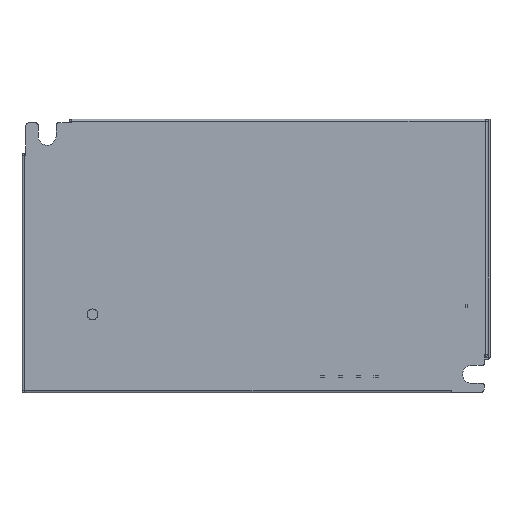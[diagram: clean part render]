
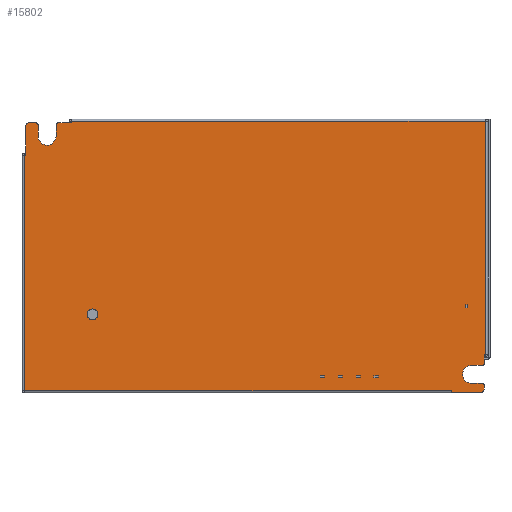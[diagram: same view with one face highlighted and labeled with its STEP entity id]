
A CAD part, front view. The second image highlights one B-rep face of the part: STEP entity #15802.
In plain terms, the highlighted planar face has unit normal (0, -1, 0).
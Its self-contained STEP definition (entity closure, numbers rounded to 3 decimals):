
#12788=DIRECTION('',(-1.,0.,0.));
#12789=VECTOR('',#12788,118.675);
#12790=CARTESIAN_POINT('',(54.65,-0.6,-37.4));
#12791=LINE('',#12790,#12789);
#12935=CARTESIAN_POINT('',(-45.125,-0.6,-16.225));
#12936=DIRECTION('',(0.,1.,0.));
#12937=DIRECTION('',(-1.,0.,0.));
#12938=AXIS2_PLACEMENT_3D('',#12935,#12936,#12937);
#12940=CARTESIAN_POINT('',(-45.125,-0.6,-16.225));
#12941=DIRECTION('',(0.,1.,0.));
#12942=DIRECTION('',(1.,0.,0.));
#12943=AXIS2_PLACEMENT_3D('',#12940,#12941,#12942);
#12945=CARTESIAN_POINT('',(-60.75,-0.6,36.5));
#12946=DIRECTION('',(0.,-1.,0.));
#12947=DIRECTION('',(1.,0.,0.));
#12948=AXIS2_PLACEMENT_3D('',#12945,#12946,#12947);
#12950=DIRECTION('',(0.,0.,-1.));
#12951=VECTOR('',#12950,3.2);
#12952=CARTESIAN_POINT('',(-60.25,-0.6,36.5));
#12953=LINE('',#12952,#12951);
#12954=CARTESIAN_POINT('',(-57.75,-0.6,33.3));
#12955=DIRECTION('',(0.,1.,0.));
#12956=DIRECTION('',(1.,0.,0.));
#12957=AXIS2_PLACEMENT_3D('',#12954,#12955,#12956);
#12959=DIRECTION('',(0.,0.,-1.));
#12960=VECTOR('',#12959,3.2);
#12961=CARTESIAN_POINT('',(-55.25,-0.6,36.5));
#12962=LINE('',#12961,#12960);
#12963=CARTESIAN_POINT('',(-54.75,-0.6,36.5));
#12964=DIRECTION('',(0.,-1.,0.));
#12965=DIRECTION('',(0.,0.,1.));
#12966=AXIS2_PLACEMENT_3D('',#12963,#12964,#12965);
#12968=DIRECTION('',(1.,0.,0.));
#12969=VECTOR('',#12968,3.75);
#12970=CARTESIAN_POINT('',(-54.75,-0.6,37.));
#12971=LINE('',#12970,#12969);
#12972=DIRECTION('',(0.,0.,-1.));
#12973=VECTOR('',#12972,0.4);
#12974=CARTESIAN_POINT('',(-51.,-0.6,37.4));
#12975=LINE('',#12974,#12973);
#12976=DIRECTION('',(-1.,0.,0.));
#12977=VECTOR('',#12976,0.1);
#12978=CARTESIAN_POINT('',(64.125,-0.6,37.4));
#12979=LINE('',#12978,#12977);
#12980=DIRECTION('',(-1.,0.,0.));
#12981=VECTOR('',#12980,0.375);
#12982=CARTESIAN_POINT('',(64.125,-0.6,-27.4));
#12983=LINE('',#12982,#12981);
#12984=DIRECTION('',(0.,0.,1.));
#12985=VECTOR('',#12984,2.5);
#12986=CARTESIAN_POINT('',(63.75,-0.6,-29.9));
#12987=LINE('',#12986,#12985);
#12988=CARTESIAN_POINT('',(63.25,-0.6,-29.9));
#12989=DIRECTION('',(0.,-1.,0.));
#12990=DIRECTION('',(0.,0.,-1.));
#12991=AXIS2_PLACEMENT_3D('',#12988,#12989,#12990);
#12993=DIRECTION('',(-1.,0.,0.));
#12994=VECTOR('',#12993,3.);
#12995=CARTESIAN_POINT('',(63.25,-0.6,-30.4));
#12996=LINE('',#12995,#12994);
#12997=CARTESIAN_POINT('',(60.25,-0.6,-32.9));
#12998=DIRECTION('',(0.,1.,0.));
#12999=DIRECTION('',(0.,0.,-1.));
#13000=AXIS2_PLACEMENT_3D('',#12997,#12998,#12999);
#13002=DIRECTION('',(-1.,0.,0.));
#13003=VECTOR('',#13002,3.);
#13004=CARTESIAN_POINT('',(63.25,-0.6,-35.4));
#13005=LINE('',#13004,#13003);
#13006=CARTESIAN_POINT('',(63.25,-0.6,-35.9));
#13007=DIRECTION('',(0.,-1.,0.));
#13008=DIRECTION('',(1.,0.,0.));
#13009=AXIS2_PLACEMENT_3D('',#13006,#13007,#13008);
#13011=DIRECTION('',(0.,0.,1.));
#13012=VECTOR('',#13011,1.1);
#13013=CARTESIAN_POINT('',(63.75,-0.6,-37.));
#13014=LINE('',#13013,#13012);
#13015=CARTESIAN_POINT('',(62.75,-0.6,-37.));
#13016=DIRECTION('',(0.,-1.,0.));
#13017=DIRECTION('',(0.,0.,-1.));
#13018=AXIS2_PLACEMENT_3D('',#13015,#13016,#13017);
#13020=DIRECTION('',(-1.,0.,0.));
#13021=VECTOR('',#13020,8.1);
#13022=CARTESIAN_POINT('',(62.75,-0.6,-38.));
#13023=LINE('',#13022,#13021);
#13024=DIRECTION('',(0.,0.,-1.));
#13025=VECTOR('',#13024,0.6);
#13026=CARTESIAN_POINT('',(54.65,-0.6,-37.4));
#13027=LINE('',#13026,#13025);
#13028=DIRECTION('',(1.,0.,0.));
#13029=VECTOR('',#13028,0.1);
#13030=CARTESIAN_POINT('',(-64.125,-0.6,-37.4));
#13031=LINE('',#13030,#13029);
#13032=DIRECTION('',(1.,0.,0.));
#13033=VECTOR('',#13032,0.4);
#13034=CARTESIAN_POINT('',(-64.125,-0.6,28.));
#13035=LINE('',#13034,#13033);
#13036=DIRECTION('',(0.,0.,1.));
#13037=VECTOR('',#13036,8.);
#13038=CARTESIAN_POINT('',(-63.725,-0.6,28.));
#13039=LINE('',#13038,#13037);
#13040=CARTESIAN_POINT('',(-62.725,-0.6,36.));
#13041=DIRECTION('',(0.,-1.,0.));
#13042=DIRECTION('',(0.,0.,1.));
#13043=AXIS2_PLACEMENT_3D('',#13040,#13041,#13042);
#13045=DIRECTION('',(1.,0.,0.));
#13046=VECTOR('',#13045,1.975);
#13047=CARTESIAN_POINT('',(-62.725,-0.6,37.));
#13048=LINE('',#13047,#13046);
#13364=DIRECTION('',(0.,0.,-1.));
#13365=VECTOR('',#13364,64.8);
#13366=CARTESIAN_POINT('',(64.125,-0.6,37.4));
#13367=LINE('',#13366,#13365);
#13490=DIRECTION('',(1.,0.,0.));
#13491=VECTOR('',#13490,115.025);
#13492=CARTESIAN_POINT('',(-51.,-0.6,37.4));
#13493=LINE('',#13492,#13491);
#14057=DIRECTION('',(0.,0.,1.));
#14058=VECTOR('',#14057,65.4);
#14059=CARTESIAN_POINT('',(-64.125,-0.6,-37.4));
#14060=LINE('',#14059,#14058);
#14654=CARTESIAN_POINT('',(54.65,-0.6,-37.4));
#14655=CARTESIAN_POINT('',(54.65,-0.6,-38.));
#14656=VERTEX_POINT('',#14654);
#14657=VERTEX_POINT('',#14655);
#14804=CARTESIAN_POINT('',(-55.25,-0.6,33.3));
#14805=CARTESIAN_POINT('',(-60.25,-0.6,33.3));
#14806=VERTEX_POINT('',#14804);
#14807=VERTEX_POINT('',#14805);
#14808=CARTESIAN_POINT('',(60.25,-0.6,-35.4));
#14809=CARTESIAN_POINT('',(60.25,-0.6,-30.4));
#14810=VERTEX_POINT('',#14808);
#14811=VERTEX_POINT('',#14809);
#14926=CARTESIAN_POINT('',(-51.,-0.6,37.4));
#14927=CARTESIAN_POINT('',(-51.,-0.6,37.));
#14928=VERTEX_POINT('',#14926);
#14929=VERTEX_POINT('',#14927);
#14930=CARTESIAN_POINT('',(-64.125,-0.6,28.));
#14931=CARTESIAN_POINT('',(-63.725,-0.6,28.));
#14932=VERTEX_POINT('',#14930);
#14933=VERTEX_POINT('',#14931);
#14940=CARTESIAN_POINT('',(64.125,-0.6,-27.4));
#14941=CARTESIAN_POINT('',(63.75,-0.6,-27.4));
#14942=VERTEX_POINT('',#14940);
#14943=VERTEX_POINT('',#14941);
#15006=CARTESIAN_POINT('',(-46.625,-0.6,-16.225));
#15007=CARTESIAN_POINT('',(-43.625,-0.6,-16.225));
#15008=VERTEX_POINT('',#15006);
#15009=VERTEX_POINT('',#15007);
#15090=CARTESIAN_POINT('',(-62.725,-0.6,37.));
#15091=VERTEX_POINT('',#15090);
#15092=CARTESIAN_POINT('',(-63.725,-0.6,36.));
#15093=VERTEX_POINT('',#15092);
#15112=CARTESIAN_POINT('',(62.75,-0.6,-38.));
#15113=VERTEX_POINT('',#15112);
#15116=CARTESIAN_POINT('',(64.125,-0.6,37.4));
#15117=CARTESIAN_POINT('',(64.025,-0.6,37.4));
#15118=VERTEX_POINT('',#15116);
#15119=VERTEX_POINT('',#15117);
#15128=CARTESIAN_POINT('',(63.75,-0.6,-37.));
#15129=VERTEX_POINT('',#15128);
#15134=CARTESIAN_POINT('',(-64.125,-0.6,-37.4));
#15135=CARTESIAN_POINT('',(-64.025,-0.6,-37.4));
#15136=VERTEX_POINT('',#15134);
#15137=VERTEX_POINT('',#15135);
#15148=CARTESIAN_POINT('',(-60.25,-0.6,36.5));
#15149=VERTEX_POINT('',#15148);
#15150=CARTESIAN_POINT('',(-60.75,-0.6,37.));
#15151=VERTEX_POINT('',#15150);
#15156=CARTESIAN_POINT('',(-54.75,-0.6,37.));
#15157=VERTEX_POINT('',#15156);
#15158=CARTESIAN_POINT('',(-55.25,-0.6,36.5));
#15159=VERTEX_POINT('',#15158);
#15180=CARTESIAN_POINT('',(63.75,-0.6,-35.9));
#15181=VERTEX_POINT('',#15180);
#15182=CARTESIAN_POINT('',(63.25,-0.6,-35.4));
#15183=VERTEX_POINT('',#15182);
#15188=CARTESIAN_POINT('',(63.25,-0.6,-30.4));
#15189=VERTEX_POINT('',#15188);
#15190=CARTESIAN_POINT('',(63.75,-0.6,-29.9));
#15191=VERTEX_POINT('',#15190);
#15737=CARTESIAN_POINT('',(0.,-0.6,0.));
#15738=DIRECTION('',(0.,1.,0.));
#15739=DIRECTION('',(1.,0.,0.));
#15740=AXIS2_PLACEMENT_3D('',#15737,#15738,#15739);
#15741=PLANE('',#15740);
#15743=ORIENTED_EDGE('',*,*,#15742,.F.);
#15745=ORIENTED_EDGE('',*,*,#15744,.T.);
#15747=ORIENTED_EDGE('',*,*,#15746,.F.);
#15749=ORIENTED_EDGE('',*,*,#15748,.F.);
#15751=ORIENTED_EDGE('',*,*,#15750,.F.);
#15753=ORIENTED_EDGE('',*,*,#15752,.T.);
#15755=ORIENTED_EDGE('',*,*,#15754,.F.);
#15757=ORIENTED_EDGE('',*,*,#15756,.T.);
#15759=ORIENTED_EDGE('',*,*,#15758,.F.);
#15761=ORIENTED_EDGE('',*,*,#15760,.T.);
#15763=ORIENTED_EDGE('',*,*,#15762,.T.);
#15765=ORIENTED_EDGE('',*,*,#15764,.F.);
#15767=ORIENTED_EDGE('',*,*,#15766,.F.);
#15769=ORIENTED_EDGE('',*,*,#15768,.T.);
#15771=ORIENTED_EDGE('',*,*,#15770,.F.);
#15773=ORIENTED_EDGE('',*,*,#15772,.F.);
#15775=ORIENTED_EDGE('',*,*,#15774,.F.);
#15777=ORIENTED_EDGE('',*,*,#15776,.F.);
#15779=ORIENTED_EDGE('',*,*,#15778,.F.);
#15781=ORIENTED_EDGE('',*,*,#15780,.T.);
#15783=ORIENTED_EDGE('',*,*,#15782,.F.);
#15784=ORIENTED_EDGE('',*,*,#15604,.T.);
#15785=ORIENTED_EDGE('',*,*,#15635,.F.);
#15787=ORIENTED_EDGE('',*,*,#15786,.T.);
#15789=ORIENTED_EDGE('',*,*,#15788,.T.);
#15791=ORIENTED_EDGE('',*,*,#15790,.T.);
#15793=ORIENTED_EDGE('',*,*,#15792,.F.);
#15795=ORIENTED_EDGE('',*,*,#15794,.T.);
#15796=EDGE_LOOP('',(#15743,#15745,#15747,#15749,#15751,#15753,#15755,#15757,
#15759,#15761,#15763,#15765,#15767,#15769,#15771,#15773,#15775,#15777,#15779,
#15781,#15783,#15784,#15785,#15787,#15789,#15791,#15793,#15795));
#15797=FACE_OUTER_BOUND('',#15796,.F.);
#15798=ORIENTED_EDGE('',*,*,#15717,.F.);
#15799=ORIENTED_EDGE('',*,*,#15731,.F.);
#15800=EDGE_LOOP('',(#15798,#15799));
#15801=FACE_BOUND('',#15800,.F.);
#15802=ADVANCED_FACE('',(#15797,#15801),#15741,.F.);
#12939=CIRCLE('',#12938,1.5);
#12944=CIRCLE('',#12943,1.5);
#12949=CIRCLE('',#12948,0.5);
#12958=CIRCLE('',#12957,2.5);
#12967=CIRCLE('',#12966,0.5);
#12992=CIRCLE('',#12991,0.5);
#13001=CIRCLE('',#13000,2.5);
#13010=CIRCLE('',#13009,0.5);
#13019=CIRCLE('',#13018,1.);
#13044=CIRCLE('',#13043,1.);
#15604=EDGE_CURVE('',#14656,#15137,#12791,.T.);
#15635=EDGE_CURVE('',#15136,#15137,#13031,.T.);
#15717=EDGE_CURVE('',#15008,#15009,#12939,.T.);
#15731=EDGE_CURVE('',#15009,#15008,#12944,.T.);
#15742=EDGE_CURVE('',#15149,#15151,#12949,.T.);
#15744=EDGE_CURVE('',#15149,#14807,#12953,.T.);
#15746=EDGE_CURVE('',#14806,#14807,#12958,.T.);
#15748=EDGE_CURVE('',#15159,#14806,#12962,.T.);
#15750=EDGE_CURVE('',#15157,#15159,#12967,.T.);
#15752=EDGE_CURVE('',#15157,#14929,#12971,.T.);
#15754=EDGE_CURVE('',#14928,#14929,#12975,.T.);
#15756=EDGE_CURVE('',#14928,#15119,#13493,.T.);
#15758=EDGE_CURVE('',#15118,#15119,#12979,.T.);
#15760=EDGE_CURVE('',#15118,#14942,#13367,.T.);
#15762=EDGE_CURVE('',#14942,#14943,#12983,.T.);
#15764=EDGE_CURVE('',#15191,#14943,#12987,.T.);
#15766=EDGE_CURVE('',#15189,#15191,#12992,.T.);
#15768=EDGE_CURVE('',#15189,#14811,#12996,.T.);
#15770=EDGE_CURVE('',#14810,#14811,#13001,.T.);
#15772=EDGE_CURVE('',#15183,#14810,#13005,.T.);
#15774=EDGE_CURVE('',#15181,#15183,#13010,.T.);
#15776=EDGE_CURVE('',#15129,#15181,#13014,.T.);
#15778=EDGE_CURVE('',#15113,#15129,#13019,.T.);
#15780=EDGE_CURVE('',#15113,#14657,#13023,.T.);
#15782=EDGE_CURVE('',#14656,#14657,#13027,.T.);
#15786=EDGE_CURVE('',#15136,#14932,#14060,.T.);
#15788=EDGE_CURVE('',#14932,#14933,#13035,.T.);
#15790=EDGE_CURVE('',#14933,#15093,#13039,.T.);
#15792=EDGE_CURVE('',#15091,#15093,#13044,.T.);
#15794=EDGE_CURVE('',#15091,#15151,#13048,.T.);
